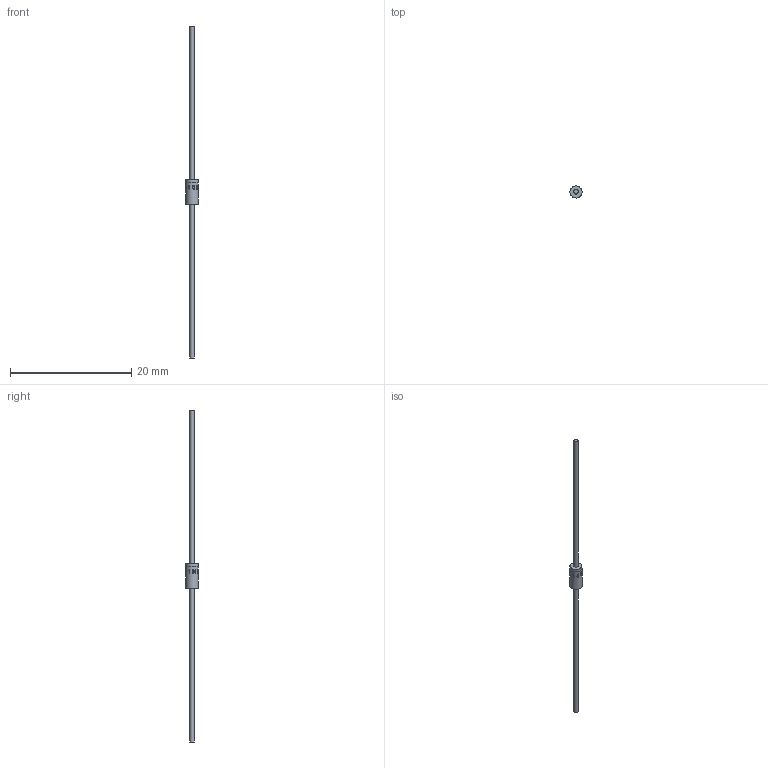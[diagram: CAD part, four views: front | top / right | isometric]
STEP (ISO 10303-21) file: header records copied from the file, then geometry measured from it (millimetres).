
FILE_DESCRIPTION(/* description */ (''),/* implementation_level */ '2;1');
FILE_NAME(/* name */ 'Diodo 1N4001 v2.step',/* time_stamp */ '2019-08-22T17:16:58-05:00',/* author */ (''),/* organization */ (''),/* preprocessor_version */ 'ST-DEVELOPER v18',/* originating_system */ 'Autodesk Translation Framework v8.6.0.1094',/* authorisation */ '');
FILE_SCHEMA (('AUTOMOTIVE_DESIGN { 1 0 10303 214 3 1 1 }'));
Length unit declared in the file: millimetre
Products named in the file (1): Diodo 1N4001
Bounding box: 2 x 2 x 54.86 mm (x, y, z)
Volume: 32.8 mm3; surface area: 145.3 mm2
Topology: 1 solids, 1 shells, 100 faces, 258 edges, 172 vertices
Faces by surface type: bspline 52, plane 35, cylinder 13
Full cylindrical faces by diameter (mm): 0.71 x2, 1.99 x1, 2 x1
Entity records: 4423 total; most frequent: CARTESIAN_POINT 2379, ORIENTED_EDGE 516, EDGE_CURVE 258, DIRECTION 200, VERTEX_POINT 172, B_SPLINE_CURVE_WITH_KNOTS 164, EDGE_LOOP 112, FACE_OUTER_BOUND 100
